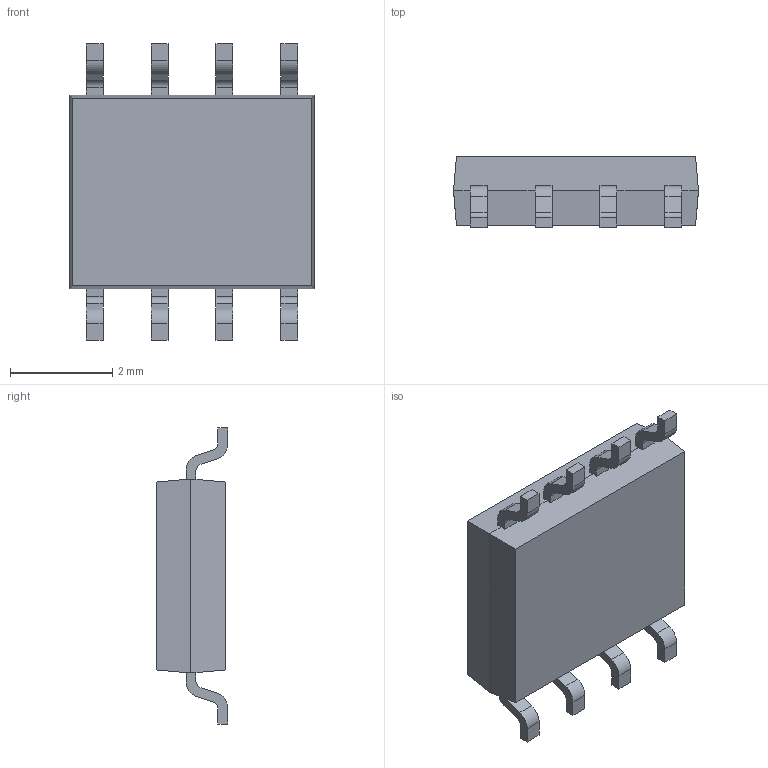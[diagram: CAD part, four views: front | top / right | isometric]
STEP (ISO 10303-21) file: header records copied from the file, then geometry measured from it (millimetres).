
FILE_DESCRIPTION (( 'STEP AP214' ), '1' );
FILE_NAME ('W25X20CLSNIG.STEP', '2023-06-06T20:19:49', ( '' ), ( '' ), 'SwSTEP 2.0', 'SolidWorks 2021', '' );
FILE_SCHEMA (( 'AUTOMOTIVE_DESIGN' ));
Length unit declared in the file: millimetre
Products named in the file (1): W25X20CLSNIG
Bounding box: 4.8 x 1.39 x 5.8 mm (x, y, z)
Volume: 24.6 mm3; surface area: 68.9 mm2
Topology: 1 solids, 1 shells, 117 faces, 338 edges, 224 vertices
Faces by surface type: plane 83, cylinder 34
Entity records: 5149 total; most frequent: CARTESIAN_POINT 680, ORIENTED_EDGE 676, DIRECTION 642, EDGE_CURVE 338, LINE 270, VECTOR 270, VERTEX_POINT 224, AXIS2_PLACEMENT_3D 186
